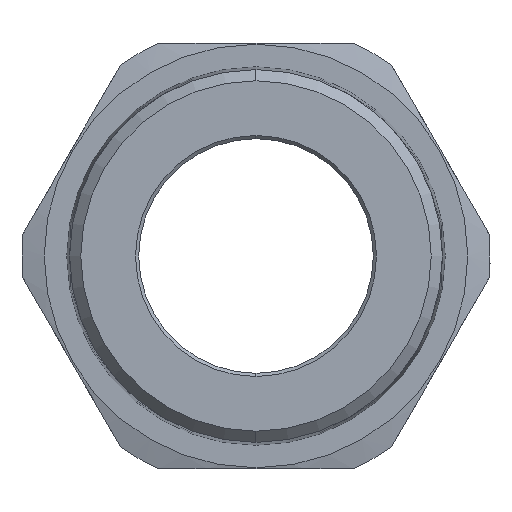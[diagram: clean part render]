
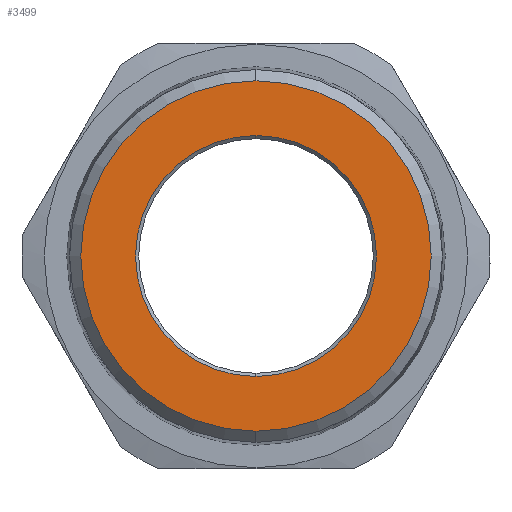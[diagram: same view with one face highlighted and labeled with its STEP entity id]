
A CAD part, left-side view. The second image highlights one B-rep face of the part: STEP entity #3499.
In plain terms, the highlighted planar face has unit normal (-1, 0, 0).
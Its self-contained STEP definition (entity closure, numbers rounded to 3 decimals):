
#141 = CIRCLE ( 'NONE', #2957, 41.159 ) ;
#213 = DIRECTION ( 'NONE',  ( 0., 0., -1. ) ) ;
#341 = ORIENTED_EDGE ( 'NONE', *, *, #1946, .T. ) ;
#344 = EDGE_LOOP ( 'NONE', ( #2014, #341 ) ) ;
#432 = CARTESIAN_POINT ( 'NONE',  ( 0., 0., 0. ) ) ;
#540 = DIRECTION ( 'NONE',  ( 0., 0., -1. ) ) ;
#547 = CARTESIAN_POINT ( 'NONE',  ( 0., 0., 0. ) ) ;
#642 = DIRECTION ( 'NONE',  ( 1., 0., 0. ) ) ;
#691 = DIRECTION ( 'NONE',  ( -1., 0., 0. ) ) ;
#861 = FACE_OUTER_BOUND ( 'NONE', #344, .T. ) ;
#1082 = EDGE_CURVE ( 'NONE', #2183, #1748, #3340, .T. ) ;
#1176 = CIRCLE ( 'NONE', #3344, 41.159 ) ;
#1347 = DIRECTION ( 'NONE',  ( 1., 0., 0. ) ) ;
#1387 = CIRCLE ( 'NONE', #3276, 28.3 ) ;
#1447 = CARTESIAN_POINT ( 'NONE',  ( 0., 0., 0. ) ) ;
#1465 = CARTESIAN_POINT ( 'NONE',  ( 0., 0., -28.3 ) ) ;
#1581 = DIRECTION ( 'NONE',  ( 1., 0., 0. ) ) ;
#1593 = CARTESIAN_POINT ( 'NONE',  ( 0., 0., 0. ) ) ;
#1613 = VERTEX_POINT ( 'NONE', #1735 ) ;
#1694 = FACE_BOUND ( 'NONE', #3329, .T. ) ;
#1735 = CARTESIAN_POINT ( 'NONE',  ( 0., 0., -41.159 ) ) ;
#1748 = VERTEX_POINT ( 'NONE', #2616 ) ;
#1796 = EDGE_CURVE ( 'NONE', #1613, #2400, #141, .T. ) ;
#1871 = EDGE_CURVE ( 'NONE', #1748, #2183, #1387, .T. ) ;
#1934 = PLANE ( 'NONE',  #3423 ) ;
#1946 = EDGE_CURVE ( 'NONE', #2400, #1613, #1176, .T. ) ;
#2014 = ORIENTED_EDGE ( 'NONE', *, *, #1796, .T. ) ;
#2167 = DIRECTION ( 'NONE',  ( 0., 0., -1. ) ) ;
#2183 = VERTEX_POINT ( 'NONE', #1465 ) ;
#2400 = VERTEX_POINT ( 'NONE', #2419 ) ;
#2419 = CARTESIAN_POINT ( 'NONE',  ( 0., 0., 41.159 ) ) ;
#2616 = CARTESIAN_POINT ( 'NONE',  ( 0., 0., 28.3 ) ) ;
#2697 = ORIENTED_EDGE ( 'NONE', *, *, #1082, .T. ) ;
#2872 = DIRECTION ( 'NONE',  ( 0., 0., -1. ) ) ;
#2957 = AXIS2_PLACEMENT_3D ( 'NONE', #432, #691, #3221 ) ;
#3025 = ORIENTED_EDGE ( 'NONE', *, *, #1871, .T. ) ;
#3157 = AXIS2_PLACEMENT_3D ( 'NONE', #1447, #642, #2872 ) ;
#3221 = DIRECTION ( 'NONE',  ( 0., 0., -1. ) ) ;
#3276 = AXIS2_PLACEMENT_3D ( 'NONE', #1593, #1581, #2167 ) ;
#3282 = CARTESIAN_POINT ( 'NONE',  ( 0., 0., 0. ) ) ;
#3329 = EDGE_LOOP ( 'NONE', ( #3025, #2697 ) ) ;
#3340 = CIRCLE ( 'NONE', #3157, 28.3 ) ;
#3344 = AXIS2_PLACEMENT_3D ( 'NONE', #3282, #3561, #213 ) ;
#3423 = AXIS2_PLACEMENT_3D ( 'NONE', #547, #1347, #540 ) ;
#3499 = ADVANCED_FACE ( 'NONE', ( #861, #1694 ), #1934, .F. ) ;
#3561 = DIRECTION ( 'NONE',  ( -1., 0., 0. ) ) ;
